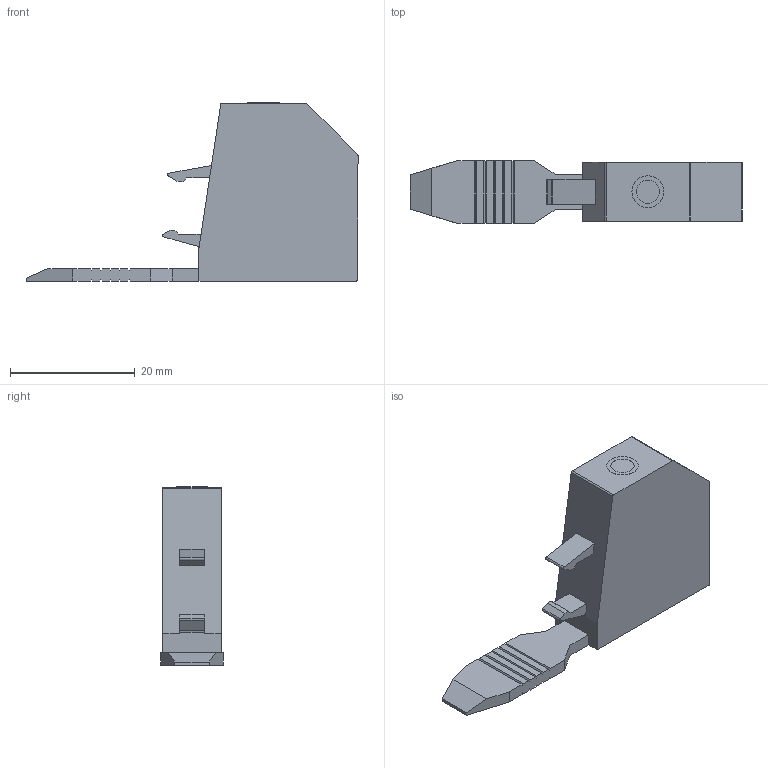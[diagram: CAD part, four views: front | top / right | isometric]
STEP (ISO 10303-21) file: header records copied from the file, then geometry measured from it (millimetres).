
FILE_DESCRIPTION (( 'STEP AP203' ), '1' );
FILE_NAME ('!AUX6.STEP', '2024-12-09T07:18:22', ( '' ), ( '' ), 'SwSTEP 2.0', 'SolidWorks 2022', '' );
FILE_SCHEMA (( 'CONFIG_CONTROL_DESIGN' ));
Length unit declared in the file: millimetre
Products named in the file (1): !AUX6
Bounding box: 53.16 x 10 x 28.55 mm (x, y, z)
Volume: 6634.4 mm3; surface area: 2971.1 mm2
Topology: 1 solids, 1 shells, 78 faces, 217 edges, 144 vertices
Faces by surface type: plane 67, cylinder 11
Entity records: 2544 total; most frequent: CARTESIAN_POINT 440, ORIENTED_EDGE 434, DIRECTION 397, EDGE_CURVE 217, LINE 195, VECTOR 195, VERTEX_POINT 144, AXIS2_PLACEMENT_3D 101
